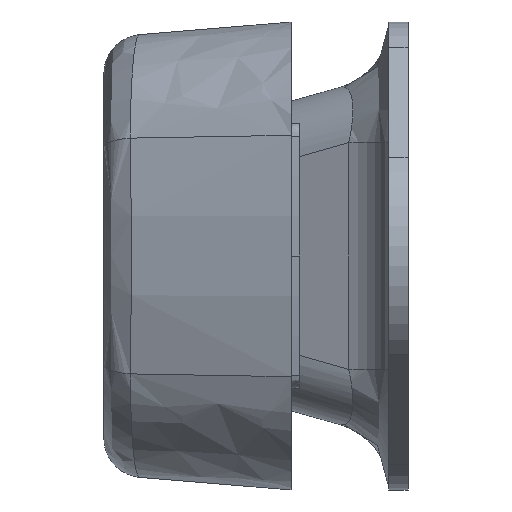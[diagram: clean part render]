
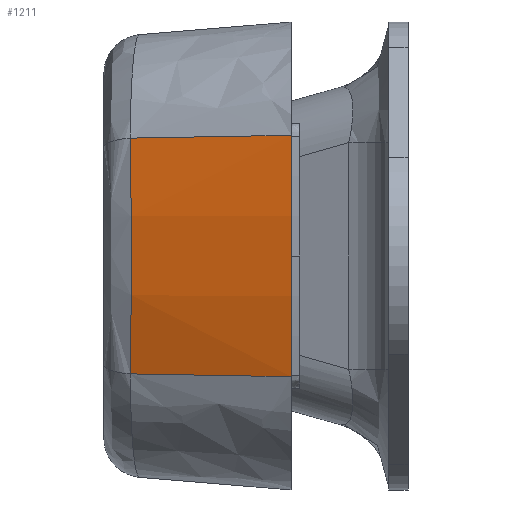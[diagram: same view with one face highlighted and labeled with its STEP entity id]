
A CAD part, left-side view. The second image highlights one B-rep face of the part: STEP entity #1211.
In plain terms, the highlighted free-form (B-spline) face has degree [3, 1] with [4, 2] control points.
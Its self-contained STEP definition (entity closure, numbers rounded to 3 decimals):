
#1166 = VERTEX_POINT ( 'NONE', #6438 ) ;
#1169 = EDGE_LOOP ( 'NONE', ( #1182, #1210, #1212, #1216 ) ) ;
#1173 = EDGE_CURVE ( 'NONE', #1303, #1166, #6479, .T. ) ;
#1182 = ORIENTED_EDGE ( 'NONE', *, *, #1204, .T. ) ;
#1187 = VERTEX_POINT ( 'NONE', #6539 ) ;
#1204 = EDGE_CURVE ( 'NONE', #1187, #1329, #6636, .T. ) ;
#1210 = ORIENTED_EDGE ( 'NONE', *, *, #1340, .T. ) ;
#1211 = ADVANCED_FACE ( 'NONE', ( #6667 ), #6682, .T. ) ;
#1212 = ORIENTED_EDGE ( 'NONE', *, *, #1173, .T. ) ;
#1215 = EDGE_CURVE ( 'NONE', #1187, #1166, #6679, .T. ) ;
#1216 = ORIENTED_EDGE ( 'NONE', *, *, #1215, .F. ) ;
#1303 = VERTEX_POINT ( 'NONE', #7282 ) ;
#1329 = VERTEX_POINT ( 'NONE', #7488 ) ;
#1340 = EDGE_CURVE ( 'NONE', #1329, #1303, #7580, .T. ) ;
#6438 = CARTESIAN_POINT ( 'NONE',  ( -31.748, 35.597, 15.115 ) ) ;
#6479 = B_SPLINE_CURVE_WITH_KNOTS ( 'NONE', 3,
 ( #6523, #6521, #6520, #6519 ),
 .UNSPECIFIED., .F., .F.,
 ( 4, 4 ),
 ( 0., 1. ),
 .UNSPECIFIED. ) ;
#6519 = CARTESIAN_POINT ( 'NONE',  ( -31.748, 35.597, 15.115 ) ) ;
#6520 = CARTESIAN_POINT ( 'NONE',  ( -33.954, 29.183, 15.202 ) ) ;
#6521 = CARTESIAN_POINT ( 'NONE',  ( -36.31, 22.292, 15.321 ) ) ;
#6523 = CARTESIAN_POINT ( 'NONE',  ( -38.796, 14.998, 15.472 ) ) ;
#6539 = CARTESIAN_POINT ( 'NONE',  ( -31.748, 35.597, -15.115 ) ) ;
#6629 = CARTESIAN_POINT ( 'NONE',  ( -38.796, 14.998, -15.472 ) ) ;
#6630 = CARTESIAN_POINT ( 'NONE',  ( -36.31, 22.292, -15.321 ) ) ;
#6631 = CARTESIAN_POINT ( 'NONE',  ( -33.954, 29.183, -15.202 ) ) ;
#6632 = CARTESIAN_POINT ( 'NONE',  ( -31.748, 35.597, -15.115 ) ) ;
#6636 = B_SPLINE_CURVE_WITH_KNOTS ( 'NONE', 3,
 ( #6632, #6631, #6630, #6629 ),
 .UNSPECIFIED., .F., .F.,
 ( 4, 4 ),
 ( 0., 1. ),
 .UNSPECIFIED. ) ;
#6667 = FACE_OUTER_BOUND ( 'NONE', #1169, .T. ) ;
#6669 = CARTESIAN_POINT ( 'NONE',  ( -32.366, 35.561, -12.628 ) ) ;
#6670 = CARTESIAN_POINT ( 'NONE',  ( -31.748, 35.597, -15.115 ) ) ;
#6671 = CARTESIAN_POINT ( 'NONE',  ( -35.394, 14.998, -30. ) ) ;
#6672 = CARTESIAN_POINT ( 'NONE',  ( -25.566, 38.998, -28. ) ) ;
#6673 = CARTESIAN_POINT ( 'NONE',  ( -41.584, 14.998, -10.317 ) ) ;
#6674 = CARTESIAN_POINT ( 'NONE',  ( -35.004, 38.998, -10.112 ) ) ;
#6675 = CARTESIAN_POINT ( 'NONE',  ( -41.584, 14.998, 10.317 ) ) ;
#6676 = CARTESIAN_POINT ( 'NONE',  ( -35.004, 38.998, 10.112 ) ) ;
#6677 = CARTESIAN_POINT ( 'NONE',  ( -35.394, 14.998, 30. ) ) ;
#6678 = CARTESIAN_POINT ( 'NONE',  ( -25.566, 38.998, 28. ) ) ;
#6679 = B_SPLINE_CURVE_WITH_KNOTS ( 'NONE', 3,
 ( #6670, #6669, #6744, #6743, #6742, #6741, #6740, #6739, #6738, #6737, #6736, #6735 ),
 .UNSPECIFIED., .F., .F.,
 ( 4, 2, 2, 2, 2, 4 ),
 ( 0., 0.25, 0.375, 0.5, 0.75, 1. ),
 .UNSPECIFIED. ) ;
#6682 =( BOUNDED_SURFACE ( )  B_SPLINE_SURFACE ( 3, 1, ( 
 ( #6678, #6677 ),
 ( #6676, #6675 ),
 ( #6674, #6673 ),
 ( #6672, #6671 ) ),
 .UNSPECIFIED., .F., .F., .T. ) 
 B_SPLINE_SURFACE_WITH_KNOTS ( ( 4, 4 ),
 ( 2, 2 ),
 ( 0., 1. ),
 ( 0., 1. ),
 .UNSPECIFIED. ) 
 GEOMETRIC_REPRESENTATION_ITEM ( )  RATIONAL_B_SPLINE_SURFACE ( (
 ( 1., 1.),
 ( 0.923, 0.969),
 ( 0.923, 0.969),
 ( 1., 1.) ) ) 
 REPRESENTATION_ITEM ( '' )  SURFACE ( )  );
#6735 = CARTESIAN_POINT ( 'NONE',  ( -31.748, 35.597, 15.115 ) ) ;
#6736 = CARTESIAN_POINT ( 'NONE',  ( -32.366, 35.561, 12.628 ) ) ;
#6737 = CARTESIAN_POINT ( 'NONE',  ( -32.825, 35.535, 10.129 ) ) ;
#6738 = CARTESIAN_POINT ( 'NONE',  ( -33.439, 35.499, 5.107 ) ) ;
#6739 = CARTESIAN_POINT ( 'NONE',  ( -33.594, 35.49, 2.585 ) ) ;
#6740 = CARTESIAN_POINT ( 'NONE',  ( -33.597, 35.49, -1.214 ) ) ;
#6741 = CARTESIAN_POINT ( 'NONE',  ( -33.56, 35.492, -2.482 ) ) ;
#6742 = CARTESIAN_POINT ( 'NONE',  ( -33.408, 35.501, -5.026 ) ) ;
#6743 = CARTESIAN_POINT ( 'NONE',  ( -33.292, 35.507, -6.303 ) ) ;
#6744 = CARTESIAN_POINT ( 'NONE',  ( -32.829, 35.534, -10.114 ) ) ;
#7282 = CARTESIAN_POINT ( 'NONE',  ( -38.796, 14.998, 15.472 ) ) ;
#7428 = CARTESIAN_POINT ( 'NONE',  ( -38.796, 14.998, 15.472 ) ) ;
#7429 = CARTESIAN_POINT ( 'NONE',  ( -40.405, 14.998, 5.199 ) ) ;
#7430 = CARTESIAN_POINT ( 'NONE',  ( -40.405, 14.998, -5.199 ) ) ;
#7431 = CARTESIAN_POINT ( 'NONE',  ( -38.796, 14.998, -15.472 ) ) ;
#7488 = CARTESIAN_POINT ( 'NONE',  ( -38.796, 14.998, -15.472 ) ) ;
#7580 =( BOUNDED_CURVE ( )  B_SPLINE_CURVE ( 3, ( #7431, #7430, #7429, #7428 ),
 .UNSPECIFIED., .F., .T. ) 
 B_SPLINE_CURVE_WITH_KNOTS ( ( 4, 4 ),
 ( 0., 0.031 ),
 .UNSPECIFIED. ) 
 CURVE ( )  GEOMETRIC_REPRESENTATION_ITEM ( )  RATIONAL_B_SPLINE_CURVE ( ( 0.983, 0.975, 0.975, 0.983 ) ) 
 REPRESENTATION_ITEM ( '' )  );
